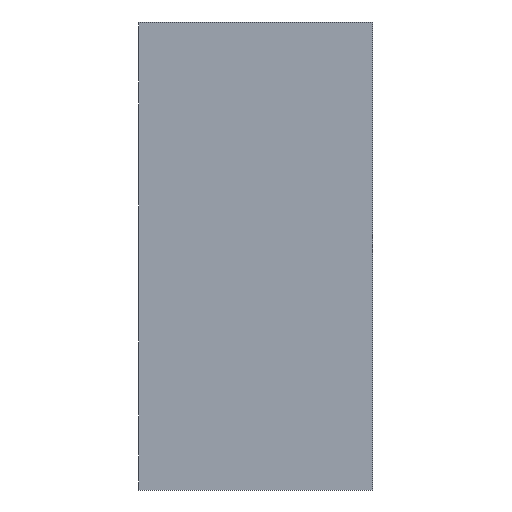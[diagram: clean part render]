
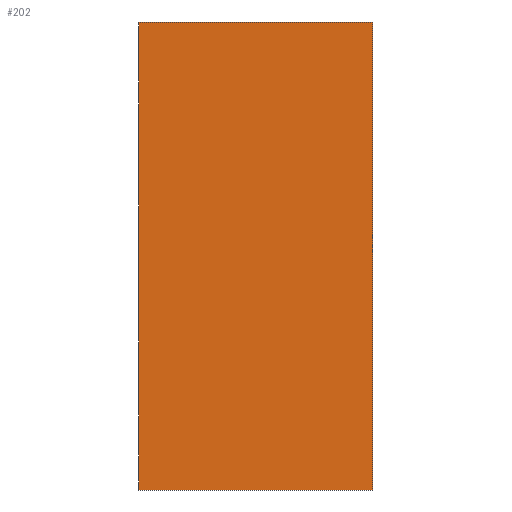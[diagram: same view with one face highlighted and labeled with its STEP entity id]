
A CAD part, left-side view. The second image highlights one B-rep face of the part: STEP entity #202.
In plain terms, the highlighted planar face has unit normal (-1, 0, 0).
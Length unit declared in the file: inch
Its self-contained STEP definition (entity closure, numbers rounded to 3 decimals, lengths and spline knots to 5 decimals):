
#19=PLANE('',#239);
#30=FACE_OUTER_BOUND('',#43,.T.);
#43=EDGE_LOOP('',(#168,#169,#170,#171));
#51=LINE('',#329,#66);
#58=LINE('',#357,#73);
#59=LINE('',#360,#74);
#60=LINE('',#361,#75);
#66=VECTOR('',#264,0.3937);
#73=VECTOR('',#295,0.3937);
#74=VECTOR('',#298,0.3937);
#75=VECTOR('',#299,0.3937);
#95=VERTEX_POINT('',#326);
#96=VERTEX_POINT('',#328);
#105=VERTEX_POINT('',#355);
#106=VERTEX_POINT('',#359);
#115=EDGE_CURVE('',#95,#96,#51,.T.);
#129=EDGE_CURVE('',#95,#105,#58,.T.);
#130=EDGE_CURVE('',#106,#105,#59,.T.);
#131=EDGE_CURVE('',#96,#106,#60,.T.);
#168=ORIENTED_EDGE('',*,*,#115,.F.);
#169=ORIENTED_EDGE('',*,*,#129,.T.);
#170=ORIENTED_EDGE('',*,*,#130,.F.);
#171=ORIENTED_EDGE('',*,*,#131,.F.);
#202=ADVANCED_FACE('',(#30),#19,.T.);
#239=AXIS2_PLACEMENT_3D('',#358,#296,#297);
#264=DIRECTION('',(0.,0.,-1.));
#295=DIRECTION('',(0.,1.,0.));
#296=DIRECTION('center_axis',(-1.,0.,0.));
#297=DIRECTION('ref_axis',(0.,0.,1.));
#298=DIRECTION('',(0.,0.,1.));
#299=DIRECTION('',(0.,1.,0.));
#326=CARTESIAN_POINT('',(-0.325,0.,0.5));
#328=CARTESIAN_POINT('',(-0.325,0.,-0.5));
#329=CARTESIAN_POINT('',(-0.325,0.,0.5));
#355=CARTESIAN_POINT('',(-0.325,0.5,0.5));
#357=CARTESIAN_POINT('',(-0.325,0.,0.5));
#358=CARTESIAN_POINT('Origin',(-0.325,0.,-0.5));
#359=CARTESIAN_POINT('',(-0.325,0.5,-0.5));
#360=CARTESIAN_POINT('',(-0.325,0.5,0.5));
#361=CARTESIAN_POINT('',(-0.325,0.,-0.5));
